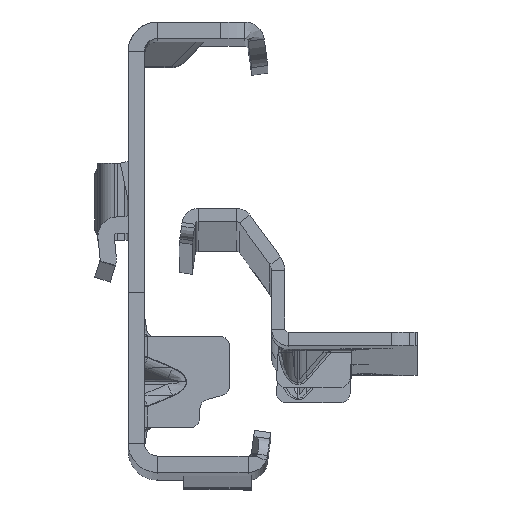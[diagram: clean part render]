
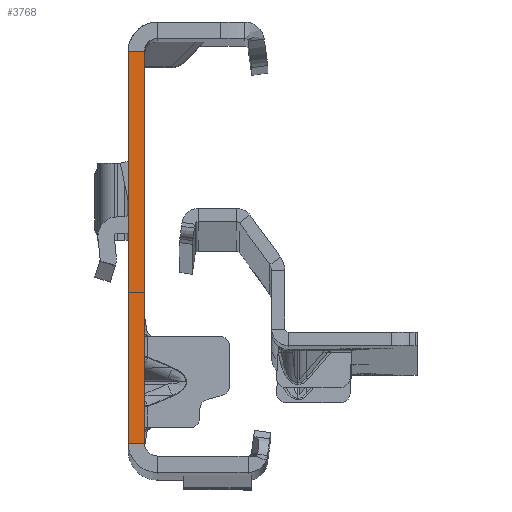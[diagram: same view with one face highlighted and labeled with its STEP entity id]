
A CAD part, top view. The second image highlights one B-rep face of the part: STEP entity #3768.
In plain terms, the highlighted planar face has unit normal (0, 0, 1).
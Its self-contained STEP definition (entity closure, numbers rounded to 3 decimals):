
#25 = PLANE ( 'NONE',  #7423 ) ;
#277 = CARTESIAN_POINT ( 'NONE',  ( -2.5, -30., 0. ) ) ;
#380 = EDGE_LOOP ( 'NONE', ( #7678, #4702, #16756, #12474 ) ) ;
#577 = CARTESIAN_POINT ( 'NONE',  ( 0., 30., 0. ) ) ;
#651 = EDGE_CURVE ( 'NONE', #6404, #14682, #12008, .T. ) ;
#888 = DIRECTION ( 'NONE',  ( -1., 0., 0. ) ) ;
#1121 = CARTESIAN_POINT ( 'NONE',  ( -2.5, 30., 0. ) ) ;
#1421 = DIRECTION ( 'NONE',  ( 0., -1., 0. ) ) ;
#1929 = LINE ( 'NONE', #10242, #11896 ) ;
#3768 = ADVANCED_FACE ( 'NONE', ( #3855 ), #25, .T. ) ;
#3855 = FACE_OUTER_BOUND ( 'NONE', #380, .T. ) ;
#4702 = ORIENTED_EDGE ( 'NONE', *, *, #9666, .T. ) ;
#5194 = LINE ( 'NONE', #6556, #11921 ) ;
#5426 = CARTESIAN_POINT ( 'NONE',  ( -2.5, -32., 0. ) ) ;
#5665 = VERTEX_POINT ( 'NONE', #277 ) ;
#6141 = CARTESIAN_POINT ( 'NONE',  ( 0., -30., 0. ) ) ;
#6404 = VERTEX_POINT ( 'NONE', #577 ) ;
#6556 = CARTESIAN_POINT ( 'NONE',  ( 0., -30., 0. ) ) ;
#7264 = LINE ( 'NONE', #9997, #8723 ) ;
#7423 = AXIS2_PLACEMENT_3D ( 'NONE', #5426, #15066, #9697 ) ;
#7678 = ORIENTED_EDGE ( 'NONE', *, *, #651, .F. ) ;
#8723 = VECTOR ( 'NONE', #1421, 1000. ) ;
#9386 = VERTEX_POINT ( 'NONE', #1121 ) ;
#9666 = EDGE_CURVE ( 'NONE', #6404, #9386, #1929, .T. ) ;
#9697 = DIRECTION ( 'NONE',  ( 1., 0., 0. ) ) ;
#9997 = CARTESIAN_POINT ( 'NONE',  ( -2.5, -32., 0. ) ) ;
#10128 = EDGE_CURVE ( 'NONE', #14682, #5665, #5194, .T. ) ;
#10242 = CARTESIAN_POINT ( 'NONE',  ( 0., 30., 0. ) ) ;
#10415 = DIRECTION ( 'NONE',  ( -1., 0., 0. ) ) ;
#10726 = DIRECTION ( 'NONE',  ( 0., -1., 0. ) ) ;
#11896 = VECTOR ( 'NONE', #10415, 1000. ) ;
#11921 = VECTOR ( 'NONE', #888, 1000. ) ;
#12008 = LINE ( 'NONE', #13555, #13753 ) ;
#12474 = ORIENTED_EDGE ( 'NONE', *, *, #10128, .F. ) ;
#13555 = CARTESIAN_POINT ( 'NONE',  ( 0., -32., 0. ) ) ;
#13753 = VECTOR ( 'NONE', #10726, 1000. ) ;
#14682 = VERTEX_POINT ( 'NONE', #6141 ) ;
#15066 = DIRECTION ( 'NONE',  ( 0., 0., 1. ) ) ;
#16429 = EDGE_CURVE ( 'NONE', #9386, #5665, #7264, .T. ) ;
#16756 = ORIENTED_EDGE ( 'NONE', *, *, #16429, .T. ) ;
